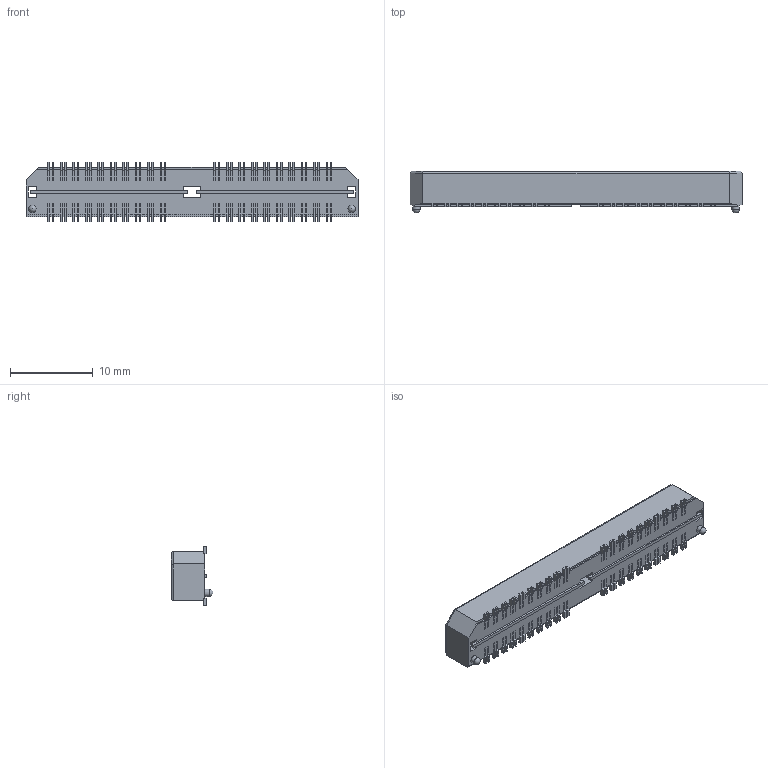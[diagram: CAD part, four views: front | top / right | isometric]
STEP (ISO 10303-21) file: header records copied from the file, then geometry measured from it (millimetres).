
FILE_DESCRIPTION(/* description */ ('STEP AP214'),/* implementation_level */ '2;1');
FILE_NAME(/* name */ 'QTH-040-01-L-D-DP-A',/* time_stamp */ '2024-10-01T21:22:22+02:00',/* author */ ('License CC BY-ND 4.0'),/* organization */ ('CADENAS'),/* preprocessor_version */ 'ST-DEVELOPER v19.3',/* originating_system */ 'PARTsolutions',/* authorisation */ ' ');
FILE_SCHEMA (('AUTOMOTIVE_DESIGN {1 0 10303 214 3 1 1}'));
Length unit declared in the file: inch
Products named in the file (5): QTH-040-01-L-D-DP-A; TQTH-040-01-L-D-DP-A_terminal; T-1S39-01(-040-01-D-DP-L)_pin; T-1S39-01(-040-01-D-DP)_pin2; T-1G1-01_imp
Assembly tree (7 placements, depth 2):
  QTH-040-01-L-D-DP-A
    TQTH-040-01-L-D-DP-A_terminal
    T-1S39-01(-040-01-D-DP-L)_pin  x2
    T-1S39-01(-040-01-D-DP)_pin2  x2
    T-1G1-01_imp  x2
Bounding box: 40.01 x 5.03 x 7.11 mm (x, y, z)
Volume: 664.4 mm3; surface area: 2637.9 mm2
Topology: 7 solids, 7 shells, 2134 faces, 6346 edges, 4226 vertices
Faces by surface type: plane 2046, cylinder 86, sphere 2
Full cylindrical faces by diameter (mm): 0.889 x2
Entity records: 43193 total; most frequent: CARTESIAN_POINT 7800, ORIENTED_EDGE 7780, DIRECTION 6622, EDGE_CURVE 3890, LINE 3798, VECTOR 3798, VERTEX_POINT 2590, AXIS2_PLACEMENT_3D 1412
